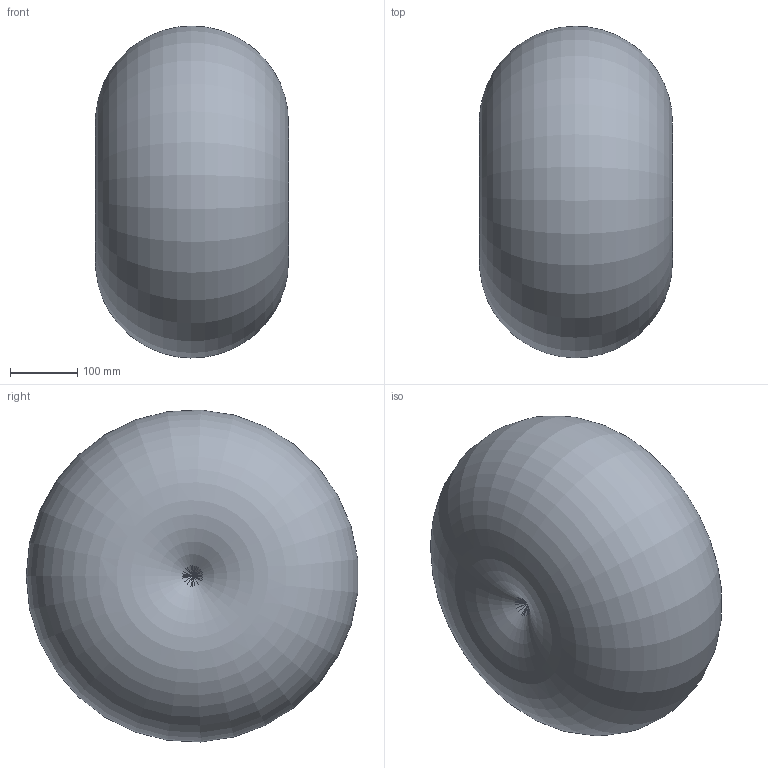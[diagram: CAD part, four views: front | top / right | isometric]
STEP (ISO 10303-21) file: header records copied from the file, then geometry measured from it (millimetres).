
FILE_DESCRIPTION(/* description */ ('Alibre Inc.'),/* implementation_level */ '2;1');
FILE_NAME(/* name */ 'export-1F58362E-2F08-4C4A-8CD9-2DD707A83DF3',/* time_stamp */ '2020-05-18T16:45:48-07:00',/* author */ (''),/* organization */ (''),/* preprocessor_version */ 'ST-DEVELOPER v17',/* originating_system */ 'Alibre',/* authorisation */ '');
FILE_SCHEMA (('CONFIG_CONTROL_DESIGN'));
Length unit declared in the file: inch
Bounding box: 286.73 x 492.57 x 493.2 mm (x, y, z)
Volume: 42238803.8 mm3; surface area: 710723.9 mm2
Topology: 16 solids, 16 shells, 191 faces, 482 edges, 297 vertices
Faces by surface type: cylinder 62, plane 57, bspline 26, torus 24, sphere 16, cone 6
Full cylindrical faces by diameter (mm): 5.359 x2, 26.988 x1, 40.259 x2, 40.284 x2, 40.792 x2, 55.093 x2, 55.118 x2, 65.428 x2, 70.213 x1
Entity records: 8987 total; most frequent: CARTESIAN_POINT 4566, ORIENTED_EDGE 732, DIRECTION 698, EDGE_CURVE 366, AXIS2_PLACEMENT_3D 326, VERTEX_POINT 250, FACE_BOUND 228, EDGE_LOOP 219
